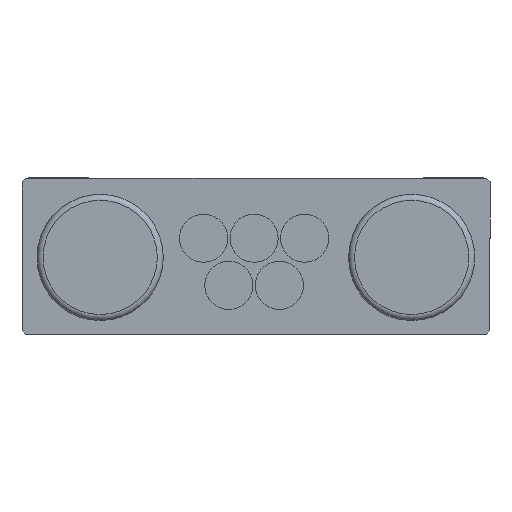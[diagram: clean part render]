
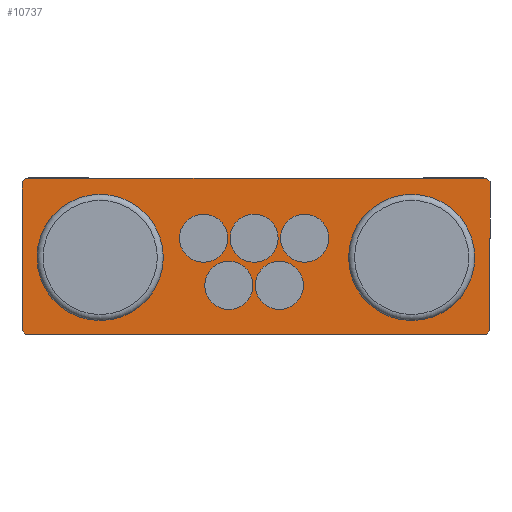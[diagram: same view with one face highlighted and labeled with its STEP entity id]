
A CAD part, left-side view. The second image highlights one B-rep face of the part: STEP entity #10737.
In plain terms, the highlighted planar face has unit normal (-1, 0, 0).
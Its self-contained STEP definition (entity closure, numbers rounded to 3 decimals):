
#310=FACE_BOUND('',#1343,.T.);
#311=FACE_BOUND('',#1344,.T.);
#312=FACE_BOUND('',#1345,.T.);
#313=FACE_BOUND('',#1346,.T.);
#314=FACE_BOUND('',#1347,.T.);
#315=FACE_BOUND('',#1348,.T.);
#316=FACE_BOUND('',#1349,.T.);
#379=PLANE('',#11437);
#715=FACE_OUTER_BOUND('',#1342,.T.);
#1342=EDGE_LOOP('',(#7704,#7705,#7706,#7707,#7708,#7709,#7710,#7711,#7712,
#7713,#7714,#7715,#7716));
#1343=EDGE_LOOP('',(#7717));
#1344=EDGE_LOOP('',(#7718));
#1345=EDGE_LOOP('',(#7719));
#1346=EDGE_LOOP('',(#7720));
#1347=EDGE_LOOP('',(#7721));
#1348=EDGE_LOOP('',(#7722));
#1349=EDGE_LOOP('',(#7723));
#1951=CIRCLE('',#11438,2.);
#1952=CIRCLE('',#11439,2.);
#1953=CIRCLE('',#11440,2.);
#1954=CIRCLE('',#11441,2.);
#1955=CIRCLE('',#11442,2.);
#1956=CIRCLE('',#11443,5.25);
#1957=CIRCLE('',#11444,5.25);
#2796=LINE('',#45435,#3651);
#2797=LINE('',#45437,#3652);
#2798=LINE('',#45439,#3653);
#2799=LINE('',#45441,#3654);
#2800=LINE('',#45443,#3655);
#2801=LINE('',#45445,#3656);
#2802=LINE('',#45447,#3657);
#2803=LINE('',#45449,#3658);
#2804=LINE('',#45451,#3659);
#2805=LINE('',#45453,#3660);
#2806=LINE('',#45455,#3661);
#2807=LINE('',#45457,#3662);
#2808=LINE('',#45458,#3663);
#3651=VECTOR('',#12543,10.);
#3652=VECTOR('',#12544,10.);
#3653=VECTOR('',#12545,10.);
#3654=VECTOR('',#12546,10.);
#3655=VECTOR('',#12547,10.);
#3656=VECTOR('',#12548,10.);
#3657=VECTOR('',#12549,10.);
#3658=VECTOR('',#12550,10.);
#3659=VECTOR('',#12551,10.);
#3660=VECTOR('',#12552,10.);
#3661=VECTOR('',#12553,10.);
#3662=VECTOR('',#12554,10.);
#3663=VECTOR('',#12555,10.);
#4653=VERTEX_POINT('',#45433);
#4654=VERTEX_POINT('',#45434);
#4655=VERTEX_POINT('',#45436);
#4656=VERTEX_POINT('',#45438);
#4657=VERTEX_POINT('',#45440);
#4658=VERTEX_POINT('',#45442);
#4659=VERTEX_POINT('',#45444);
#4660=VERTEX_POINT('',#45446);
#4661=VERTEX_POINT('',#45448);
#4662=VERTEX_POINT('',#45450);
#4663=VERTEX_POINT('',#45452);
#4664=VERTEX_POINT('',#45454);
#4665=VERTEX_POINT('',#45456);
#4666=VERTEX_POINT('',#45459);
#4667=VERTEX_POINT('',#45461);
#4668=VERTEX_POINT('',#45463);
#4669=VERTEX_POINT('',#45465);
#4670=VERTEX_POINT('',#45467);
#4671=VERTEX_POINT('',#45469);
#4672=VERTEX_POINT('',#45471);
#5838=EDGE_CURVE('',#4653,#4654,#2796,.T.);
#5839=EDGE_CURVE('',#4655,#4654,#2797,.T.);
#5840=EDGE_CURVE('',#4655,#4656,#2798,.T.);
#5841=EDGE_CURVE('',#4657,#4656,#2799,.T.);
#5842=EDGE_CURVE('',#4658,#4657,#2800,.T.);
#5843=EDGE_CURVE('',#4659,#4658,#2801,.T.);
#5844=EDGE_CURVE('',#4659,#4660,#2802,.T.);
#5845=EDGE_CURVE('',#4661,#4660,#2803,.T.);
#5846=EDGE_CURVE('',#4661,#4662,#2804,.T.);
#5847=EDGE_CURVE('',#4663,#4662,#2805,.T.);
#5848=EDGE_CURVE('',#4663,#4664,#2806,.T.);
#5849=EDGE_CURVE('',#4664,#4665,#2807,.T.);
#5850=EDGE_CURVE('',#4653,#4665,#2808,.T.);
#5851=EDGE_CURVE('',#4666,#4666,#1951,.T.);
#5852=EDGE_CURVE('',#4667,#4667,#1952,.T.);
#5853=EDGE_CURVE('',#4668,#4668,#1953,.T.);
#5854=EDGE_CURVE('',#4669,#4669,#1954,.T.);
#5855=EDGE_CURVE('',#4670,#4670,#1955,.T.);
#5856=EDGE_CURVE('',#4671,#4671,#1956,.T.);
#5857=EDGE_CURVE('',#4672,#4672,#1957,.T.);
#7704=ORIENTED_EDGE('',*,*,#5838,.T.);
#7705=ORIENTED_EDGE('',*,*,#5839,.F.);
#7706=ORIENTED_EDGE('',*,*,#5840,.T.);
#7707=ORIENTED_EDGE('',*,*,#5841,.F.);
#7708=ORIENTED_EDGE('',*,*,#5842,.F.);
#7709=ORIENTED_EDGE('',*,*,#5843,.F.);
#7710=ORIENTED_EDGE('',*,*,#5844,.T.);
#7711=ORIENTED_EDGE('',*,*,#5845,.F.);
#7712=ORIENTED_EDGE('',*,*,#5846,.T.);
#7713=ORIENTED_EDGE('',*,*,#5847,.F.);
#7714=ORIENTED_EDGE('',*,*,#5848,.T.);
#7715=ORIENTED_EDGE('',*,*,#5849,.T.);
#7716=ORIENTED_EDGE('',*,*,#5850,.F.);
#7717=ORIENTED_EDGE('',*,*,#5851,.F.);
#7718=ORIENTED_EDGE('',*,*,#5852,.F.);
#7719=ORIENTED_EDGE('',*,*,#5853,.F.);
#7720=ORIENTED_EDGE('',*,*,#5854,.F.);
#7721=ORIENTED_EDGE('',*,*,#5855,.F.);
#7722=ORIENTED_EDGE('',*,*,#5856,.F.);
#7723=ORIENTED_EDGE('',*,*,#5857,.F.);
#10737=ADVANCED_FACE('',(#715,#310,#311,#312,#313,#314,#315,#316),#379,
 .T.);
#11437=AXIS2_PLACEMENT_3D('',#45432,#12541,#12542);
#11438=AXIS2_PLACEMENT_3D('',#45460,#12556,#12557);
#11439=AXIS2_PLACEMENT_3D('',#45462,#12558,#12559);
#11440=AXIS2_PLACEMENT_3D('',#45464,#12560,#12561);
#11441=AXIS2_PLACEMENT_3D('',#45466,#12562,#12563);
#11442=AXIS2_PLACEMENT_3D('',#45468,#12564,#12565);
#11443=AXIS2_PLACEMENT_3D('',#45470,#12566,#12567);
#11444=AXIS2_PLACEMENT_3D('',#45472,#12568,#12569);
#12541=DIRECTION('center_axis',(-1.,0.,0.));
#12542=DIRECTION('ref_axis',(0.,0.,1.));
#12543=DIRECTION('',(0.,-1.,0.));
#12544=DIRECTION('',(0.,0.707,-0.707));
#12545=DIRECTION('',(0.,0.,1.));
#12546=DIRECTION('',(0.,1.,0.));
#12547=DIRECTION('',(0.,0.,-1.));
#12548=DIRECTION('',(0.,-0.707,-0.707));
#12549=DIRECTION('',(0.,1.,0.));
#12550=DIRECTION('',(0.,-0.707,0.707));
#12551=DIRECTION('',(0.,0.,-1.));
#12552=DIRECTION('',(0.,0.,1.));
#12553=DIRECTION('',(0.,1.,0.));
#12554=DIRECTION('',(0.,0.,-1.));
#12555=DIRECTION('',(0.,0.707,0.707));
#12556=DIRECTION('center_axis',(-1.,0.,0.));
#12557=DIRECTION('ref_axis',(0.,0.,
1.));
#12558=DIRECTION('center_axis',(-1.,0.,0.));
#12559=DIRECTION('ref_axis',(0.,0.,
1.));
#12560=DIRECTION('center_axis',(-1.,0.,0.));
#12561=DIRECTION('ref_axis',(0.,0.,
1.));
#12562=DIRECTION('center_axis',(-1.,0.,0.));
#12563=DIRECTION('ref_axis',(0.,0.,
1.));
#12564=DIRECTION('center_axis',(-1.,0.,0.));
#12565=DIRECTION('ref_axis',(0.,0.,
1.));
#12566=DIRECTION('center_axis',(-1.,0.,0.));
#12567=DIRECTION('ref_axis',(0.,1.,0.));
#12568=DIRECTION('center_axis',(-1.,0.,0.));
#12569=DIRECTION('ref_axis',(0.,-1.,0.));
#45432=CARTESIAN_POINT('Origin',(15.1,17.25,0.));
#45433=CARTESIAN_POINT('',(15.1,36.4,1.));
#45434=CARTESIAN_POINT('',(15.1,-1.9,1.));
#45435=CARTESIAN_POINT('',(15.1,20.,1.));
#45436=CARTESIAN_POINT('',(15.1,-2.2,1.3));
#45437=CARTESIAN_POINT('',(15.1,3.062,-3.963));
#45438=CARTESIAN_POINT('',(15.1,-2.2,9.));
#45439=CARTESIAN_POINT('',(15.1,-2.2,1.));
#45440=CARTESIAN_POINT('',(15.1,-2.214,9.));
#45441=CARTESIAN_POINT('',(15.1,8.011,9.));
#45442=CARTESIAN_POINT('',(15.1,-2.214,13.7));
#45443=CARTESIAN_POINT('',(15.1,-2.214,14.));
#45444=CARTESIAN_POINT('',(15.1,-1.914,14.));
#45445=CARTESIAN_POINT('',(15.1,-2.064,13.85));
#45446=CARTESIAN_POINT('',(15.1,36.386,14.));
#45447=CARTESIAN_POINT('',(15.1,-2.214,14.));
#45448=CARTESIAN_POINT('',(15.1,36.686,13.7));
#45449=CARTESIAN_POINT('',(15.1,26.811,23.575));
#45450=CARTESIAN_POINT('',(15.1,36.686,13.));
#45451=CARTESIAN_POINT('',(15.1,36.686,14.));
#45452=CARTESIAN_POINT('',(15.1,36.686,9.));
#45453=CARTESIAN_POINT('',(15.1,36.686,12.));
#45454=CARTESIAN_POINT('',(15.1,36.7,9.));
#45455=CARTESIAN_POINT('',(15.1,35.7,9.));
#45456=CARTESIAN_POINT('',(15.1,36.7,1.3));
#45457=CARTESIAN_POINT('',(15.1,36.7,9.));
#45458=CARTESIAN_POINT('',(15.1,31.438,-3.963));
#45459=CARTESIAN_POINT('',(15.1,13.2,7.));
#45460=CARTESIAN_POINT('Origin',(15.1,13.2,9.));
#45461=CARTESIAN_POINT('',(15.1,15.3,3.079));
#45462=CARTESIAN_POINT('Origin',(15.1,15.3,5.079));
#45463=CARTESIAN_POINT('',(15.1,21.6,7.));
#45464=CARTESIAN_POINT('Origin',(15.1,21.6,9.));
#45465=CARTESIAN_POINT('',(15.1,17.4,7.));
#45466=CARTESIAN_POINT('Origin',(15.1,17.4,9.));
#45467=CARTESIAN_POINT('',(15.1,19.5,3.079));
#45468=CARTESIAN_POINT('Origin',(15.1,19.5,5.079));
#45469=CARTESIAN_POINT('',(15.1,-0.95,7.4));
#45470=CARTESIAN_POINT('Origin',(15.1,4.3,7.4));
#45471=CARTESIAN_POINT('',(15.1,35.45,7.4));
#45472=CARTESIAN_POINT('Origin',(15.1,30.2,7.4));
